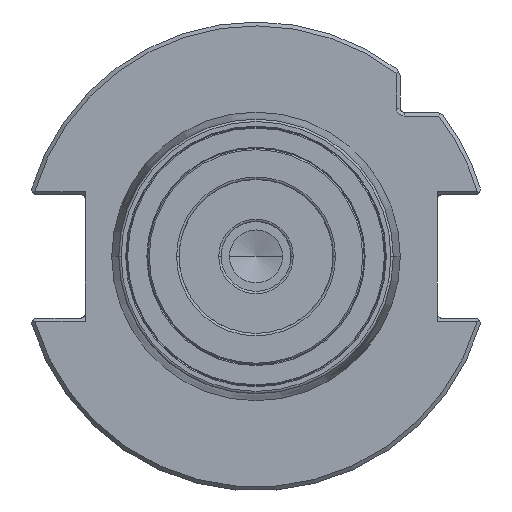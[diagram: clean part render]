
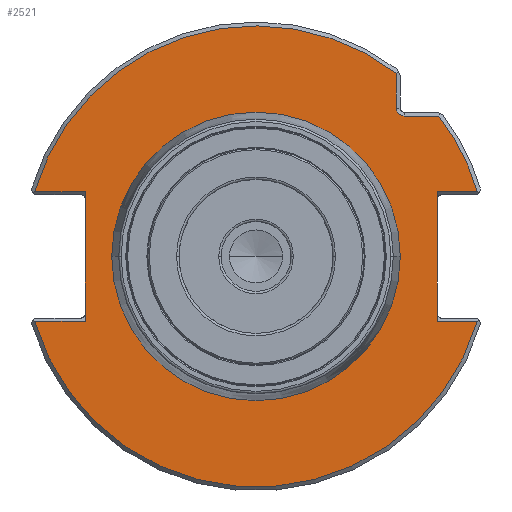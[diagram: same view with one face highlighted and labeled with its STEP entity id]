
A CAD part, front view. The second image highlights one B-rep face of the part: STEP entity #2521.
In plain terms, the highlighted planar face has unit normal (0, -1, 0).
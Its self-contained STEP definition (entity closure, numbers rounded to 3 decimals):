
#2=DIRECTION('',(0.,0.,1.));
#3=VECTOR('',#2,26.9);
#4=CARTESIAN_POINT('',(37.7,55.,-13.45));
#5=LINE('',#4,#3);
#6=DIRECTION('',(0.,0.,1.));
#7=VECTOR('',#6,26.9);
#8=CARTESIAN_POINT('',(-35.5,55.,-13.45));
#9=LINE('',#8,#7);
#10=CARTESIAN_POINT('',(0.,55.,0.));
#11=DIRECTION('',(0.,-1.,0.));
#12=DIRECTION('',(1.,0.,0.));
#13=AXIS2_PLACEMENT_3D('',#10,#11,#12);
#15=CARTESIAN_POINT('',(0.,55.,0.));
#16=DIRECTION('',(0.,-1.,0.));
#17=DIRECTION('',(-1.,0.,0.));
#18=AXIS2_PLACEMENT_3D('',#15,#16,#17);
#20=DIRECTION('',(-0.001,0.,-1.));
#21=VECTOR('',#20,7.229);
#22=CARTESIAN_POINT('',(29.204,55.,38.029));
#23=LINE('',#22,#21);
#48=CARTESIAN_POINT('',(0.,55.,0.));
#49=DIRECTION('',(0.,-1.,0.));
#50=DIRECTION('',(0.609,0.,0.793));
#51=AXIS2_PLACEMENT_3D('',#48,#49,#50);
#336=DIRECTION('',(1.,0.,0.));
#337=VECTOR('',#336,10.525);
#338=CARTESIAN_POINT('',(-46.025,55.,13.447));
#339=LINE('',#338,#337);
#348=DIRECTION('',(1.,0.,0.));
#349=VECTOR('',#348,10.525);
#350=CARTESIAN_POINT('',(-46.025,55.,-13.448));
#351=LINE('',#350,#349);
#525=CARTESIAN_POINT('',(0.,55.,0.));
#526=DIRECTION('',(0.,-1.,0.));
#527=DIRECTION('',(-0.96,0.,-0.281));
#528=AXIS2_PLACEMENT_3D('',#525,#526,#527);
#634=DIRECTION('',(-1.,0.,0.));
#635=VECTOR('',#634,8.325);
#636=CARTESIAN_POINT('',(46.025,55.,13.449));
#637=LINE('',#636,#635);
#694=CARTESIAN_POINT('',(0.,55.,0.));
#695=DIRECTION('',(0.,-1.,0.));
#696=DIRECTION('',(0.96,0.,0.281));
#697=AXIS2_PLACEMENT_3D('',#694,#695,#696);
#844=DIRECTION('',(1.,0.,0.));
#845=VECTOR('',#844,7.232);
#846=CARTESIAN_POINT('',(30.8,55.,29.2));
#847=LINE('',#846,#845);
#872=CARTESIAN_POINT('',(30.8,55.,30.8));
#873=DIRECTION('',(0.,1.,0.));
#874=DIRECTION('',(0.,0.,-1.));
#875=AXIS2_PLACEMENT_3D('',#872,#873,#874);
#947=DIRECTION('',(-1.,0.,0.));
#948=VECTOR('',#947,8.325);
#949=CARTESIAN_POINT('',(46.025,55.,-13.448));
#950=LINE('',#949,#948);
#2086=CARTESIAN_POINT('',(46.025,55.,13.449));
#2087=CARTESIAN_POINT('',(37.7,55.,13.45));
#2088=VERTEX_POINT('',#2086);
#2089=VERTEX_POINT('',#2087);
#2090=CARTESIAN_POINT('',(46.025,55.,-13.448));
#2091=CARTESIAN_POINT('',(37.7,55.,-13.45));
#2092=VERTEX_POINT('',#2090);
#2093=VERTEX_POINT('',#2091);
#2094=CARTESIAN_POINT('',(-46.025,55.,13.447));
#2095=CARTESIAN_POINT('',(-35.5,55.,13.45));
#2096=VERTEX_POINT('',#2094);
#2097=VERTEX_POINT('',#2095);
#2098=CARTESIAN_POINT('',(-46.025,55.,-13.448));
#2099=CARTESIAN_POINT('',(-35.5,55.,-13.45));
#2100=VERTEX_POINT('',#2098);
#2101=VERTEX_POINT('',#2099);
#2260=CARTESIAN_POINT('',(30.8,55.,29.2));
#2261=CARTESIAN_POINT('',(38.032,55.,29.201));
#2262=VERTEX_POINT('',#2260);
#2263=VERTEX_POINT('',#2261);
#2271=CARTESIAN_POINT('',(29.2,55.,30.8));
#2272=VERTEX_POINT('',#2271);
#2273=CARTESIAN_POINT('',(29.204,55.,38.029));
#2274=VERTEX_POINT('',#2273);
#2360=CARTESIAN_POINT('',(25.35,55.,0.));
#2361=CARTESIAN_POINT('',(-25.35,55.,0.));
#2362=VERTEX_POINT('',#2360);
#2363=VERTEX_POINT('',#2361);
#2484=CARTESIAN_POINT('',(0.,55.,0.));
#2485=DIRECTION('',(0.,-1.,0.));
#2486=DIRECTION('',(0.,0.,1.));
#2487=AXIS2_PLACEMENT_3D('',#2484,#2485,#2486);
#2488=PLANE('',#2487);
#2490=ORIENTED_EDGE('',*,*,#2489,.T.);
#2492=ORIENTED_EDGE('',*,*,#2491,.F.);
#2494=ORIENTED_EDGE('',*,*,#2493,.T.);
#2496=ORIENTED_EDGE('',*,*,#2495,.F.);
#2498=ORIENTED_EDGE('',*,*,#2497,.T.);
#2500=ORIENTED_EDGE('',*,*,#2499,.F.);
#2502=ORIENTED_EDGE('',*,*,#2501,.F.);
#2504=ORIENTED_EDGE('',*,*,#2503,.F.);
#2506=ORIENTED_EDGE('',*,*,#2505,.T.);
#2508=ORIENTED_EDGE('',*,*,#2507,.T.);
#2510=ORIENTED_EDGE('',*,*,#2509,.F.);
#2512=ORIENTED_EDGE('',*,*,#2511,.F.);
#2513=EDGE_LOOP('',(#2490,#2492,#2494,#2496,#2498,#2500,#2502,#2504,#2506,#2508,
#2510,#2512));
#2514=FACE_OUTER_BOUND('',#2513,.F.);
#2516=ORIENTED_EDGE('',*,*,#2515,.T.);
#2518=ORIENTED_EDGE('',*,*,#2517,.T.);
#2519=EDGE_LOOP('',(#2516,#2518));
#2520=FACE_BOUND('',#2519,.F.);
#2521=ADVANCED_FACE('',(#2514,#2520),#2488,.T.);
#14=CIRCLE('',#13,25.35);
#19=CIRCLE('',#18,25.35);
#52=CIRCLE('',#51,47.95);
#529=CIRCLE('',#528,47.95);
#698=CIRCLE('',#697,47.95);
#876=CIRCLE('',#875,1.6);
#2489=EDGE_CURVE('',#2274,#2272,#23,.T.);
#2491=EDGE_CURVE('',#2262,#2272,#876,.T.);
#2493=EDGE_CURVE('',#2262,#2263,#847,.T.);
#2495=EDGE_CURVE('',#2088,#2263,#698,.T.);
#2497=EDGE_CURVE('',#2088,#2089,#637,.T.);
#2499=EDGE_CURVE('',#2093,#2089,#5,.T.);
#2501=EDGE_CURVE('',#2092,#2093,#950,.T.);
#2503=EDGE_CURVE('',#2100,#2092,#529,.T.);
#2505=EDGE_CURVE('',#2100,#2101,#351,.T.);
#2507=EDGE_CURVE('',#2101,#2097,#9,.T.);
#2509=EDGE_CURVE('',#2096,#2097,#339,.T.);
#2511=EDGE_CURVE('',#2274,#2096,#52,.T.);
#2515=EDGE_CURVE('',#2362,#2363,#14,.T.);
#2517=EDGE_CURVE('',#2363,#2362,#19,.T.);
